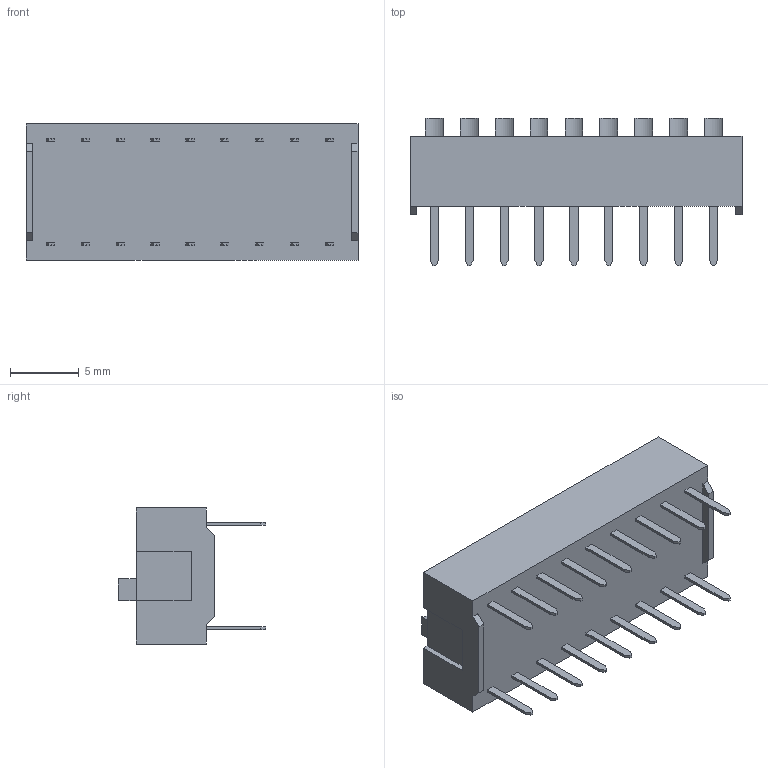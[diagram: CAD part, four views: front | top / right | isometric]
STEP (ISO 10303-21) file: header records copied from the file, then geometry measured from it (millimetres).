
FILE_DESCRIPTION (( 'STEP AP214' ), '1' );
FILE_NAME ('User Library-DIP-Switch.STEP', '2010-11-04T08:34:13', ( 'sysAdmin' ), ( 'SolidWorks' ), 'SwSTEP 2.0', 'SolidWorks 2010', '' );
FILE_SCHEMA (( 'AUTOMOTIVE_DESIGN' ));
Length unit declared in the file: millimetre
Products named in the file (1): User Library-DIP-Switch
Bounding box: 24.16 x 10.7 x 9.9 mm (x, y, z)
Volume: 1223.9 mm3; surface area: 1112.7 mm2
Topology: 1 solids, 1 shells, 492 faces, 1290 edges, 848 vertices
Faces by surface type: plane 328, bspline 137, cylinder 27
Entity records: 28826 total; most frequent: CARTESIAN_POINT 12150, ORIENTED_EDGE 2580, DIRECTION 1782, EDGE_CURVE 1290, LINE 962, VECTOR 962, VERTEX_POINT 848, EDGE_LOOP 540
